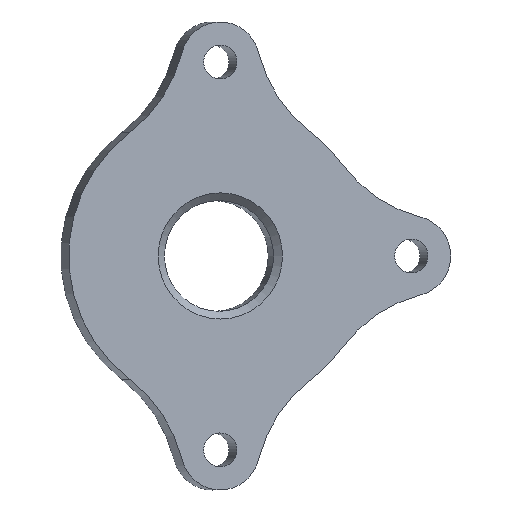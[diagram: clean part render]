
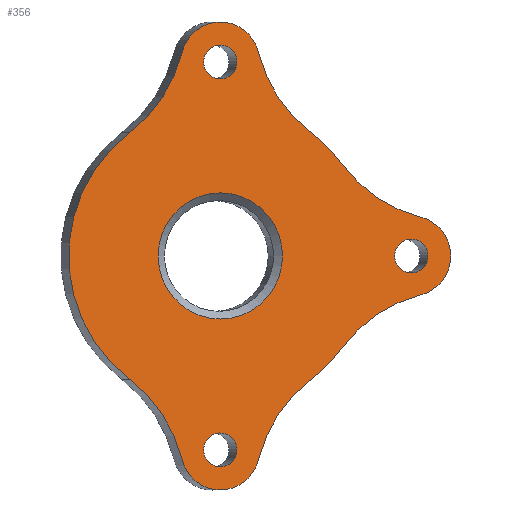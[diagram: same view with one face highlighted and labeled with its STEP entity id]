
A CAD part, top view. The second image highlights one B-rep face of the part: STEP entity #356.
In plain terms, the highlighted planar face has unit normal (0.174, 0, 0.985).
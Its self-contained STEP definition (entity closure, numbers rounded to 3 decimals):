
#15=FACE_BOUND('',#53,.T.);
#16=FACE_BOUND('',#54,.T.);
#17=FACE_BOUND('',#55,.T.);
#18=FACE_BOUND('',#56,.T.);
#23=PLANE('',#399);
#32=FACE_OUTER_BOUND('',#52,.T.);
#52=EDGE_LOOP('',(#251,#252,#253,#254,#255,#256,#257,#258,#259,#260,#261,
#262));
#53=EDGE_LOOP('',(#263));
#54=EDGE_LOOP('',(#264));
#55=EDGE_LOOP('',(#265));
#56=EDGE_LOOP('',(#266));
#112=CIRCLE('',#387,9.403);
#114=CIRCLE('',#390,2.6);
#116=CIRCLE('',#393,9.403);
#118=CIRCLE('',#396,4.1);
#120=CIRCLE('',#400,9.403);
#121=CIRCLE('',#401,10.);
#122=CIRCLE('',#402,9.403);
#123=CIRCLE('',#403,10.);
#124=CIRCLE('',#404,2.6);
#125=CIRCLE('',#405,9.403);
#126=CIRCLE('',#406,10.);
#127=CIRCLE('',#407,9.403);
#128=CIRCLE('',#408,2.6);
#129=CIRCLE('',#409,1.1);
#130=CIRCLE('',#410,1.1);
#131=CIRCLE('',#411,1.1);
#147=VERTEX_POINT('',#572);
#148=VERTEX_POINT('',#574);
#151=VERTEX_POINT('',#581);
#152=VERTEX_POINT('',#583);
#154=VERTEX_POINT('',#589);
#156=VERTEX_POINT('',#595);
#158=VERTEX_POINT('',#603);
#159=VERTEX_POINT('',#604);
#160=VERTEX_POINT('',#607);
#161=VERTEX_POINT('',#610);
#162=VERTEX_POINT('',#612);
#163=VERTEX_POINT('',#614);
#164=VERTEX_POINT('',#616);
#165=VERTEX_POINT('',#619);
#166=VERTEX_POINT('',#621);
#167=VERTEX_POINT('',#623);
#181=EDGE_CURVE('',#148,#147,#112,.T.);
#185=EDGE_CURVE('',#152,#151,#114,.T.);
#188=EDGE_CURVE('',#154,#152,#116,.T.);
#192=EDGE_CURVE('',#156,#156,#118,.T.);
#195=EDGE_CURVE('',#158,#159,#120,.T.);
#196=EDGE_CURVE('',#159,#154,#121,.T.);
#197=EDGE_CURVE('',#151,#160,#122,.T.);
#198=EDGE_CURVE('',#160,#148,#123,.T.);
#199=EDGE_CURVE('',#147,#161,#124,.T.);
#200=EDGE_CURVE('',#161,#162,#125,.T.);
#201=EDGE_CURVE('',#162,#163,#126,.T.);
#202=EDGE_CURVE('',#163,#164,#127,.T.);
#203=EDGE_CURVE('',#164,#158,#128,.T.);
#204=EDGE_CURVE('',#165,#165,#129,.T.);
#205=EDGE_CURVE('',#166,#166,#130,.T.);
#206=EDGE_CURVE('',#167,#167,#131,.T.);
#251=ORIENTED_EDGE('',*,*,#195,.T.);
#252=ORIENTED_EDGE('',*,*,#196,.T.);
#253=ORIENTED_EDGE('',*,*,#188,.T.);
#254=ORIENTED_EDGE('',*,*,#185,.T.);
#255=ORIENTED_EDGE('',*,*,#197,.T.);
#256=ORIENTED_EDGE('',*,*,#198,.T.);
#257=ORIENTED_EDGE('',*,*,#181,.T.);
#258=ORIENTED_EDGE('',*,*,#199,.T.);
#259=ORIENTED_EDGE('',*,*,#200,.T.);
#260=ORIENTED_EDGE('',*,*,#201,.T.);
#261=ORIENTED_EDGE('',*,*,#202,.T.);
#262=ORIENTED_EDGE('',*,*,#203,.T.);
#263=ORIENTED_EDGE('',*,*,#204,.T.);
#264=ORIENTED_EDGE('',*,*,#205,.T.);
#265=ORIENTED_EDGE('',*,*,#206,.T.);
#266=ORIENTED_EDGE('',*,*,#192,.F.);
#356=ADVANCED_FACE('',(#32,#15,#16,#17,#18),#23,.T.);
#387=AXIS2_PLACEMENT_3D('',#575,#446,#447);
#390=AXIS2_PLACEMENT_3D('',#584,#454,#455);
#393=AXIS2_PLACEMENT_3D('',#590,#461,#462);
#396=AXIS2_PLACEMENT_3D('',#597,#469,#470);
#399=AXIS2_PLACEMENT_3D('',#602,#476,#477);
#400=AXIS2_PLACEMENT_3D('',#605,#478,#479);
#401=AXIS2_PLACEMENT_3D('',#606,#480,#481);
#402=AXIS2_PLACEMENT_3D('',#608,#482,#483);
#403=AXIS2_PLACEMENT_3D('',#609,#484,#485);
#404=AXIS2_PLACEMENT_3D('',#611,#486,#487);
#405=AXIS2_PLACEMENT_3D('',#613,#488,#489);
#406=AXIS2_PLACEMENT_3D('',#615,#490,#491);
#407=AXIS2_PLACEMENT_3D('',#617,#492,#493);
#408=AXIS2_PLACEMENT_3D('',#618,#494,#495);
#409=AXIS2_PLACEMENT_3D('',#620,#496,#497);
#410=AXIS2_PLACEMENT_3D('',#622,#498,#499);
#411=AXIS2_PLACEMENT_3D('',#624,#500,#501);
#446=DIRECTION('center_axis',(-0.174,0.,
-0.985));
#447=DIRECTION('ref_axis',(-0.24,0.97,0.042));
#454=DIRECTION('center_axis',(0.174,0.,0.985));
#455=DIRECTION('ref_axis',(0.668,-0.734,-0.118));
#461=DIRECTION('center_axis',(-0.174,0.,
-0.985));
#462=DIRECTION('ref_axis',(-0.24,0.97,0.042));
#469=DIRECTION('center_axis',(0.174,0.,0.985));
#470=DIRECTION('ref_axis',(0.,1.,0.));
#476=DIRECTION('center_axis',(0.174,0.,0.985));
#477=DIRECTION('ref_axis',(0.,1.,0.));
#478=DIRECTION('center_axis',(-0.174,0.,
-0.985));
#479=DIRECTION('ref_axis',(-0.591,0.8,0.104));
#480=DIRECTION('center_axis',(0.174,0.,0.985));
#481=DIRECTION('ref_axis',(0.668,-0.734,-0.118));
#482=DIRECTION('center_axis',(-0.174,0.,
-0.985));
#483=DIRECTION('ref_axis',(-0.591,0.8,0.104));
#484=DIRECTION('center_axis',(0.174,0.,0.985));
#485=DIRECTION('ref_axis',(0.668,-0.734,-0.118));
#486=DIRECTION('center_axis',(0.174,0.,0.985));
#487=DIRECTION('ref_axis',(0.668,-0.734,-0.118));
#488=DIRECTION('center_axis',(-0.174,0.,
-0.985));
#489=DIRECTION('ref_axis',(0.591,-0.8,-0.104));
#490=DIRECTION('center_axis',(0.174,0.,0.985));
#491=DIRECTION('ref_axis',(0.668,-0.734,-0.118));
#492=DIRECTION('center_axis',(-0.174,0.,
-0.985));
#493=DIRECTION('ref_axis',(0.24,-0.97,-0.042));
#494=DIRECTION('center_axis',(0.174,0.,0.985));
#495=DIRECTION('ref_axis',(0.668,-0.734,-0.118));
#496=DIRECTION('center_axis',(-0.174,0.,
-0.985));
#497=DIRECTION('ref_axis',(0.668,-0.734,-0.118));
#498=DIRECTION('center_axis',(-0.174,0.,
-0.985));
#499=DIRECTION('ref_axis',(0.668,-0.734,-0.118));
#500=DIRECTION('center_axis',(-0.174,0.,
-0.985));
#501=DIRECTION('ref_axis',(0.668,-0.734,-0.118));
#572=CARTESIAN_POINT('',(134.06,-6.767,13.149));
#574=CARTESIAN_POINT('',(137.486,-12.,12.545));
#575=CARTESIAN_POINT('Origin',(143.042,-4.478,11.565));
#581=CARTESIAN_POINT('',(144.609,-17.478,11.289));
#583=CARTESIAN_POINT('',(144.609,-22.522,11.289));
#584=CARTESIAN_POINT('Origin',(143.986,-20.,11.399));
#589=CARTESIAN_POINT('',(139.455,-26.,12.198));
#590=CARTESIAN_POINT('Origin',(146.864,-31.642,10.891));
#595=CARTESIAN_POINT('',(131.577,-24.1,13.587));
#597=CARTESIAN_POINT('Origin',(131.577,-20.,13.587));
#602=CARTESIAN_POINT('Origin',(131.577,-20.,13.587));
#603=CARTESIAN_POINT('',(134.06,-33.233,13.149));
#604=CARTESIAN_POINT('',(137.486,-28.,12.545));
#605=CARTESIAN_POINT('Origin',(143.042,-35.523,11.565));
#606=CARTESIAN_POINT('Origin',(131.577,-20.,13.587));
#607=CARTESIAN_POINT('',(139.455,-14.,12.198));
#608=CARTESIAN_POINT('Origin',(146.864,-8.358,10.891));
#609=CARTESIAN_POINT('Origin',(131.577,-20.,13.587));
#610=CARTESIAN_POINT('',(129.094,-6.767,14.025));
#611=CARTESIAN_POINT('Origin',(131.577,-7.4,13.587));
#612=CARTESIAN_POINT('',(125.668,-12.,14.629));
#613=CARTESIAN_POINT('Origin',(120.112,-4.478,15.608));
#614=CARTESIAN_POINT('',(125.668,-28.,14.629));
#615=CARTESIAN_POINT('Origin',(131.577,-20.,13.587));
#616=CARTESIAN_POINT('',(129.094,-33.233,14.025));
#617=CARTESIAN_POINT('Origin',(120.112,-35.523,15.608));
#618=CARTESIAN_POINT('Origin',(131.577,-32.6,13.587));
#619=CARTESIAN_POINT('',(130.781,-33.347,13.727));
#620=CARTESIAN_POINT('Origin',(131.577,-32.6,13.587));
#621=CARTESIAN_POINT('',(130.781,-8.147,13.727));
#622=CARTESIAN_POINT('Origin',(131.577,-7.4,13.587));
#623=CARTESIAN_POINT('',(143.19,-20.747,11.539));
#624=CARTESIAN_POINT('Origin',(143.986,-20.,11.399));
